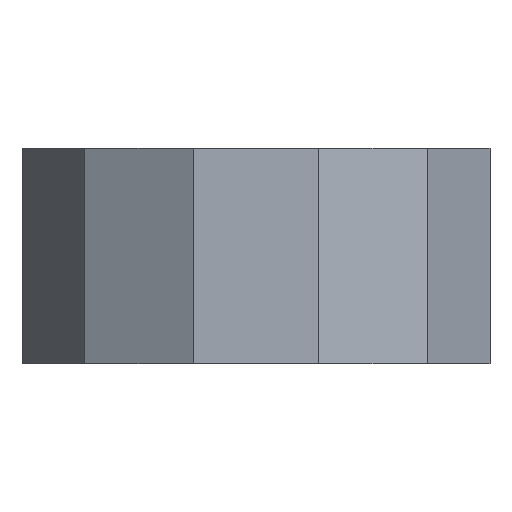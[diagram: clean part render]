
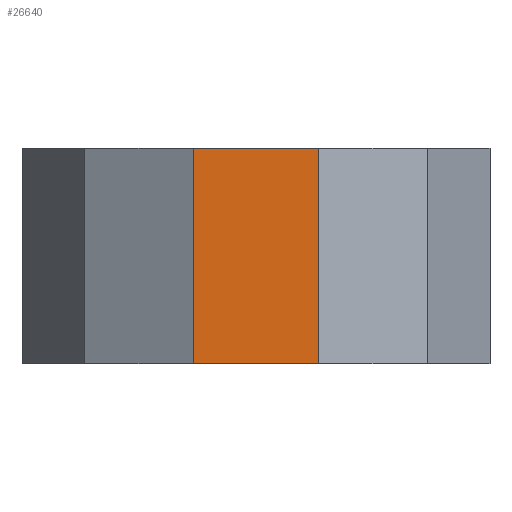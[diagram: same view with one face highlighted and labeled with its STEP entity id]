
A CAD part, front view. The second image highlights one B-rep face of the part: STEP entity #26640.
In plain terms, the highlighted face is planar.
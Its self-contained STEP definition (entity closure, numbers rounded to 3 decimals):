
#25238 = PLANE('',#25239);
#25239 = AXIS2_PLACEMENT_3D('',#25240,#25241,#25242);
#25240 = CARTESIAN_POINT('',(67.293,0.,-30.));
#25241 = DIRECTION('',(0.,0.,-1.));
#25242 = DIRECTION('',(-1.,0.,0.));
#25291 = PLANE('',#25292);
#25292 = AXIS2_PLACEMENT_3D('',#25293,#25294,#25295);
#25293 = CARTESIAN_POINT('',(67.293,0.,30.));
#25294 = DIRECTION('',(0.,0.,-1.));
#25295 = DIRECTION('',(-1.,0.,0.));
#25382 = VERTEX_POINT('',#25383);
#25383 = CARTESIAN_POINT('',(0.,-67.293,-30.));
#25397 = PLANE('',#25398);
#25398 = AXIS2_PLACEMENT_3D('',#25399,#25400,#25401);
#25399 = CARTESIAN_POINT('',(0.,-67.293,30.));
#25400 = DIRECTION('',(0.259,-0.966,0.));
#25401 = DIRECTION('',(0.966,0.259,0.));
#25409 = EDGE_CURVE('',#25410,#25382,#25412,.T.);
#25410 = VERTEX_POINT('',#25411);
#25411 = CARTESIAN_POINT('',(-33.646,-58.277,-30.));
#25412 = SURFACE_CURVE('',#25413,(#25417,#25424),.PCURVE_S1.);
#25413 = LINE('',#25414,#25415);
#25414 = CARTESIAN_POINT('',(-33.646,-58.277,-30.));
#25415 = VECTOR('',#25416,1.);
#25416 = DIRECTION('',(0.966,-0.259,0.));
#25417 = PCURVE('',#25238,#25418);
#25418 = DEFINITIONAL_REPRESENTATION('',(#25419),#25423);
#25419 = LINE('',#25420,#25421);
#25420 = CARTESIAN_POINT('',(100.939,-58.277));
#25421 = VECTOR('',#25422,1.);
#25422 = DIRECTION('',(-0.966,-0.259));
#25423 = ( GEOMETRIC_REPRESENTATION_CONTEXT(2) 
PARAMETRIC_REPRESENTATION_CONTEXT() REPRESENTATION_CONTEXT('2D SPACE',''
  ) );
#25424 = PCURVE('',#25425,#25430);
#25425 = PLANE('',#25426);
#25426 = AXIS2_PLACEMENT_3D('',#25427,#25428,#25429);
#25427 = CARTESIAN_POINT('',(-33.646,-58.277,30.));
#25428 = DIRECTION('',(-0.259,-0.966,0.));
#25429 = DIRECTION('',(0.966,-0.259,0.));
#25430 = DEFINITIONAL_REPRESENTATION('',(#25431),#25435);
#25431 = LINE('',#25432,#25433);
#25432 = CARTESIAN_POINT('',(0.,-60.));
#25433 = VECTOR('',#25434,1.);
#25434 = DIRECTION('',(1.,0.));
#25435 = ( GEOMETRIC_REPRESENTATION_CONTEXT(2) 
PARAMETRIC_REPRESENTATION_CONTEXT() REPRESENTATION_CONTEXT('2D SPACE',''
  ) );
#25453 = PLANE('',#25454);
#25454 = AXIS2_PLACEMENT_3D('',#25455,#25456,#25457);
#25455 = CARTESIAN_POINT('',(-58.277,-33.646,30.));
#25456 = DIRECTION('',(-0.707,-0.707,0.));
#25457 = DIRECTION('',(0.707,-0.707,0.));
#26061 = VERTEX_POINT('',#26062);
#26062 = CARTESIAN_POINT('',(0.,-67.293,30.));
#26083 = EDGE_CURVE('',#26084,#26061,#26086,.T.);
#26084 = VERTEX_POINT('',#26085);
#26085 = CARTESIAN_POINT('',(-33.646,-58.277,30.));
#26086 = SURFACE_CURVE('',#26087,(#26091,#26098),.PCURVE_S1.);
#26087 = LINE('',#26088,#26089);
#26088 = CARTESIAN_POINT('',(-33.646,-58.277,30.));
#26089 = VECTOR('',#26090,1.);
#26090 = DIRECTION('',(0.966,-0.259,0.));
#26091 = PCURVE('',#25291,#26092);
#26092 = DEFINITIONAL_REPRESENTATION('',(#26093),#26097);
#26093 = LINE('',#26094,#26095);
#26094 = CARTESIAN_POINT('',(100.939,-58.277));
#26095 = VECTOR('',#26096,1.);
#26096 = DIRECTION('',(-0.966,-0.259));
#26097 = ( GEOMETRIC_REPRESENTATION_CONTEXT(2) 
PARAMETRIC_REPRESENTATION_CONTEXT() REPRESENTATION_CONTEXT('2D SPACE',''
  ) );
#26098 = PCURVE('',#25425,#26099);
#26099 = DEFINITIONAL_REPRESENTATION('',(#26100),#26104);
#26100 = LINE('',#26101,#26102);
#26101 = CARTESIAN_POINT('',(0.,0.));
#26102 = VECTOR('',#26103,1.);
#26103 = DIRECTION('',(1.,0.));
#26104 = ( GEOMETRIC_REPRESENTATION_CONTEXT(2) 
PARAMETRIC_REPRESENTATION_CONTEXT() REPRESENTATION_CONTEXT('2D SPACE',''
  ) );
#26599 = EDGE_CURVE('',#25382,#26061,#26600,.T.);
#26600 = SURFACE_CURVE('',#26601,(#26604,#26610),.PCURVE_S1.);
#26601 = B_SPLINE_CURVE_WITH_KNOTS('',1,(#26602,#26603),.UNSPECIFIED.,
  .F.,.F.,(2,2),(0.,1.),.PIECEWISE_BEZIER_KNOTS.);
#26602 = CARTESIAN_POINT('',(0.,-67.293,-30.));
#26603 = CARTESIAN_POINT('',(0.,-67.293,30.));
#26604 = PCURVE('',#25397,#26605);
#26605 = DEFINITIONAL_REPRESENTATION('',(#26606),#26609);
#26606 = B_SPLINE_CURVE_WITH_KNOTS('',1,(#26607,#26608),.UNSPECIFIED.,
  .F.,.F.,(2,2),(0.,1.),.PIECEWISE_BEZIER_KNOTS.);
#26607 = CARTESIAN_POINT('',(0.,-60.));
#26608 = CARTESIAN_POINT('',(0.,0.));
#26609 = ( GEOMETRIC_REPRESENTATION_CONTEXT(2) 
PARAMETRIC_REPRESENTATION_CONTEXT() REPRESENTATION_CONTEXT('2D SPACE',''
  ) );
#26610 = PCURVE('',#25425,#26611);
#26611 = DEFINITIONAL_REPRESENTATION('',(#26612),#26615);
#26612 = B_SPLINE_CURVE_WITH_KNOTS('',1,(#26613,#26614),.UNSPECIFIED.,
  .F.,.F.,(2,2),(0.,1.),.PIECEWISE_BEZIER_KNOTS.);
#26613 = CARTESIAN_POINT('',(34.833,-60.));
#26614 = CARTESIAN_POINT('',(34.833,0.));
#26615 = ( GEOMETRIC_REPRESENTATION_CONTEXT(2) 
PARAMETRIC_REPRESENTATION_CONTEXT() REPRESENTATION_CONTEXT('2D SPACE',''
  ) );
#26640 = ADVANCED_FACE('',(#26641),#25425,.T.);
#26641 = FACE_BOUND('',#26642,.T.);
#26642 = EDGE_LOOP('',(#26643,#26644,#26645,#26646));
#26643 = ORIENTED_EDGE('',*,*,#25409,.T.);
#26644 = ORIENTED_EDGE('',*,*,#26599,.T.);
#26645 = ORIENTED_EDGE('',*,*,#26083,.F.);
#26646 = ORIENTED_EDGE('',*,*,#26647,.F.);
#26647 = EDGE_CURVE('',#25410,#26084,#26648,.T.);
#26648 = SURFACE_CURVE('',#26649,(#26652,#26658),.PCURVE_S1.);
#26649 = B_SPLINE_CURVE_WITH_KNOTS('',1,(#26650,#26651),.UNSPECIFIED.,
  .F.,.F.,(2,2),(0.,1.),.PIECEWISE_BEZIER_KNOTS.);
#26650 = CARTESIAN_POINT('',(-33.646,-58.277,-30.));
#26651 = CARTESIAN_POINT('',(-33.646,-58.277,30.));
#26652 = PCURVE('',#25425,#26653);
#26653 = DEFINITIONAL_REPRESENTATION('',(#26654),#26657);
#26654 = B_SPLINE_CURVE_WITH_KNOTS('',1,(#26655,#26656),.UNSPECIFIED.,
  .F.,.F.,(2,2),(0.,1.),.PIECEWISE_BEZIER_KNOTS.);
#26655 = CARTESIAN_POINT('',(0.,-60.));
#26656 = CARTESIAN_POINT('',(0.,0.));
#26657 = ( GEOMETRIC_REPRESENTATION_CONTEXT(2) 
PARAMETRIC_REPRESENTATION_CONTEXT() REPRESENTATION_CONTEXT('2D SPACE',''
  ) );
#26658 = PCURVE('',#25453,#26659);
#26659 = DEFINITIONAL_REPRESENTATION('',(#26660),#26663);
#26660 = B_SPLINE_CURVE_WITH_KNOTS('',1,(#26661,#26662),.UNSPECIFIED.,
  .F.,.F.,(2,2),(0.,1.),.PIECEWISE_BEZIER_KNOTS.);
#26661 = CARTESIAN_POINT('',(34.833,-60.));
#26662 = CARTESIAN_POINT('',(34.833,0.));
#26663 = ( GEOMETRIC_REPRESENTATION_CONTEXT(2) 
PARAMETRIC_REPRESENTATION_CONTEXT() REPRESENTATION_CONTEXT('2D SPACE',''
  ) );
